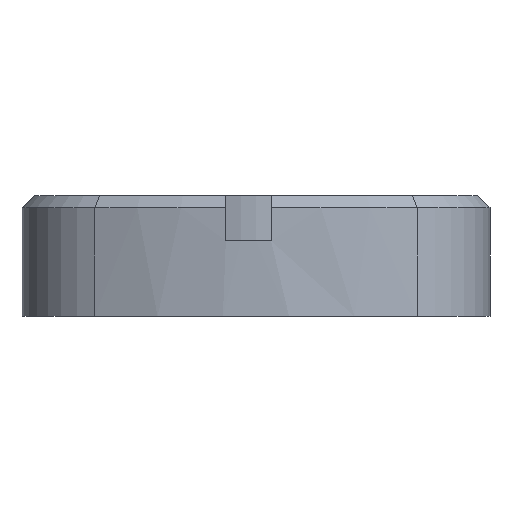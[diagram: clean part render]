
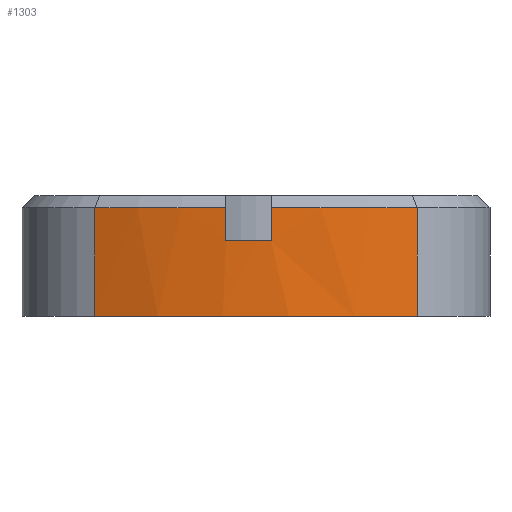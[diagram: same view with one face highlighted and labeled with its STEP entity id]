
A CAD part, front view. The second image highlights one B-rep face of the part: STEP entity #1303.
In plain terms, the highlighted cylindrical face has radius 13.456 mm (diameter 26.912 mm), a partial arc.
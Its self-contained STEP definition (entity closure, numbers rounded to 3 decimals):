
#83=CYLINDRICAL_SURFACE('',#1428,13.456);
#115=FACE_OUTER_BOUND('',#191,.T.);
#191=EDGE_LOOP('',(#967,#968,#969,#970,#971,#972,#973,#974));
#281=LINE('',#2018,#409);
#282=LINE('',#2022,#410);
#283=LINE('',#2026,#411);
#284=LINE('',#2030,#412);
#409=VECTOR('',#1630,10.);
#410=VECTOR('',#1635,10.);
#411=VECTOR('',#1638,10.);
#412=VECTOR('',#1641,10.);
#533=CIRCLE('',#1411,13.456);
#543=CIRCLE('',#1429,13.456);
#544=CIRCLE('',#1430,13.456);
#545=CIRCLE('',#1431,13.456);
#594=VERTEX_POINT('',#1975);
#595=VERTEX_POINT('',#1977);
#608=VERTEX_POINT('',#2017);
#609=VERTEX_POINT('',#2021);
#610=VERTEX_POINT('',#2023);
#611=VERTEX_POINT('',#2025);
#612=VERTEX_POINT('',#2027);
#613=VERTEX_POINT('',#2029);
#726=EDGE_CURVE('',#594,#595,#533,.T.);
#746=EDGE_CURVE('',#608,#595,#281,.T.);
#748=EDGE_CURVE('',#594,#609,#282,.T.);
#749=EDGE_CURVE('',#609,#610,#543,.T.);
#750=EDGE_CURVE('',#610,#611,#283,.T.);
#751=EDGE_CURVE('',#612,#611,#544,.T.);
#752=EDGE_CURVE('',#613,#612,#284,.T.);
#753=EDGE_CURVE('',#613,#608,#545,.T.);
#967=ORIENTED_EDGE('',*,*,#726,.F.);
#968=ORIENTED_EDGE('',*,*,#748,.T.);
#969=ORIENTED_EDGE('',*,*,#749,.T.);
#970=ORIENTED_EDGE('',*,*,#750,.T.);
#971=ORIENTED_EDGE('',*,*,#751,.F.);
#972=ORIENTED_EDGE('',*,*,#752,.F.);
#973=ORIENTED_EDGE('',*,*,#753,.T.);
#974=ORIENTED_EDGE('',*,*,#746,.T.);
#1303=ADVANCED_FACE('',(#115),#83,.T.);
#1411=AXIS2_PLACEMENT_3D('',#1978,#1587,#1588);
#1428=AXIS2_PLACEMENT_3D('',#2020,#1633,#1634);
#1429=AXIS2_PLACEMENT_3D('',#2024,#1636,#1637);
#1430=AXIS2_PLACEMENT_3D('',#2028,#1639,#1640);
#1431=AXIS2_PLACEMENT_3D('',#2031,#1642,#1643);
#1587=DIRECTION('center_axis',(0.,0.,1.));
#1588=DIRECTION('ref_axis',(-0.397,-0.918,0.));
#1630=DIRECTION('',(0.,0.,1.));
#1633=DIRECTION('center_axis',(0.,0.,1.));
#1634=DIRECTION('ref_axis',(-0.397,-0.918,0.));
#1635=DIRECTION('',(0.,0.,-1.));
#1636=DIRECTION('center_axis',(0.,0.,
-1.));
#1637=DIRECTION('ref_axis',(-0.397,-0.918,0.));
#1638=DIRECTION('',(0.,0.,1.));
#1639=DIRECTION('center_axis',(0.,0.,1.));
#1640=DIRECTION('ref_axis',(-0.397,-0.918,0.));
#1641=DIRECTION('',(0.,0.,1.));
#1642=DIRECTION('center_axis',(0.,0.,1.));
#1643=DIRECTION('ref_axis',(-0.397,-0.918,0.));
#1975=CARTESIAN_POINT('',(8.25,-2.447,4.6));
#1977=CARTESIAN_POINT('',(13.086,-1.353,4.6));
#1978=CARTESIAN_POINT('Origin',(7.75,11.,4.6));
#2017=CARTESIAN_POINT('',(13.086,-1.353,1.));
#2018=CARTESIAN_POINT('',(13.086,-1.353,0.));
#2020=CARTESIAN_POINT('Origin',(7.75,11.,0.));
#2021=CARTESIAN_POINT('',(8.25,-2.447,3.5));
#2022=CARTESIAN_POINT('',(8.25,-2.447,0.));
#2023=CARTESIAN_POINT('',(6.75,-2.419,3.5));
#2024=CARTESIAN_POINT('Origin',(7.75,11.,3.5));
#2025=CARTESIAN_POINT('',(6.75,-2.419,4.6));
#2026=CARTESIAN_POINT('',(6.75,-2.419,0.));
#2027=CARTESIAN_POINT('',(2.414,-1.353,4.6));
#2028=CARTESIAN_POINT('Origin',(7.75,11.,4.6));
#2029=CARTESIAN_POINT('',(2.414,-1.353,1.));
#2030=CARTESIAN_POINT('',(2.414,-1.353,0.));
#2031=CARTESIAN_POINT('Origin',(7.75,11.,1.));
